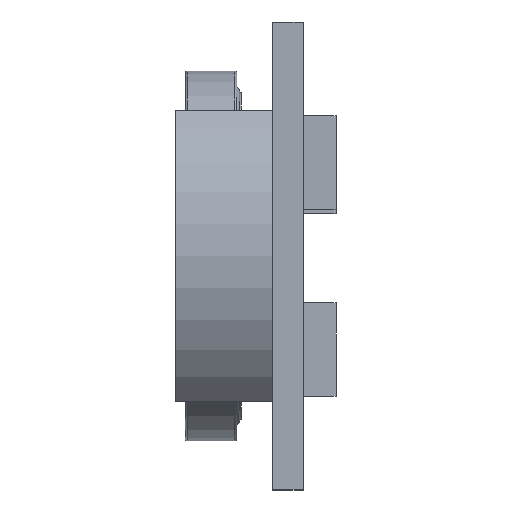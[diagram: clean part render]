
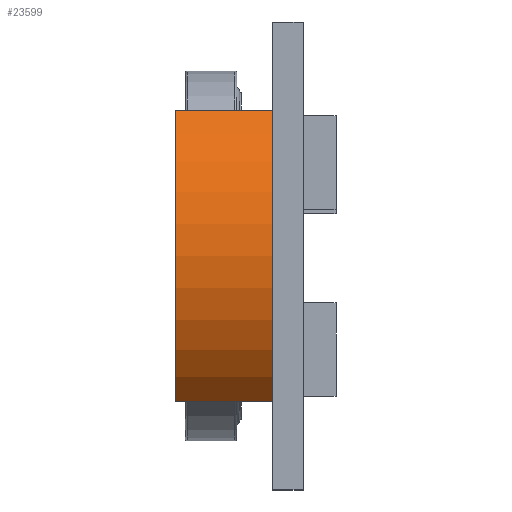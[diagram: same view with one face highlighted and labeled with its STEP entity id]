
A CAD part, left-side view. The second image highlights one B-rep face of the part: STEP entity #23599.
In plain terms, the highlighted cylindrical face has radius 10.5 mm (diameter 21 mm), a partial arc.
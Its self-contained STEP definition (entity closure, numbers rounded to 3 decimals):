
#14 = EDGE_LOOP ( 'NONE', ( #1271, #16458, #20896, #2562 ) ) ;
#814 = CYLINDRICAL_SURFACE ( 'NONE', #27244, 10.5 ) ;
#1147 = VERTEX_POINT ( 'NONE', #17522 ) ;
#1237 = DIRECTION ( 'NONE',  ( 0., 0., 1. ) ) ;
#1271 = ORIENTED_EDGE ( 'NONE', *, *, #14761, .T. ) ;
#2195 = FACE_OUTER_BOUND ( 'NONE', #14, .T. ) ;
#2562 = ORIENTED_EDGE ( 'NONE', *, *, #13882, .T. ) ;
#2581 = VERTEX_POINT ( 'NONE', #6007 ) ;
#2764 = DIRECTION ( 'NONE',  ( 0., -1., 0. ) ) ;
#3544 = CARTESIAN_POINT ( 'NONE',  ( -3., 1.65, 0. ) ) ;
#3752 = DIRECTION ( 'NONE',  ( 0., -1., 0. ) ) ;
#5275 = LINE ( 'NONE', #12159, #20978 ) ;
#5669 = DIRECTION ( 'NONE',  ( 0., 0., 1. ) ) ;
#6007 = CARTESIAN_POINT ( 'NONE',  ( -10.084, 1.65, -7.75 ) ) ;
#7281 = DIRECTION ( 'NONE',  ( 0., 0., -1. ) ) ;
#9166 = VECTOR ( 'NONE', #2764, 1000. ) ;
#9426 = DIRECTION ( 'NONE',  ( 0., -1., 0. ) ) ;
#12159 = CARTESIAN_POINT ( 'NONE',  ( -10.084, 6.8, -7.75 ) ) ;
#13882 = EDGE_CURVE ( 'NONE', #17883, #2581, #5275, .T. ) ;
#14066 = DIRECTION ( 'NONE',  ( 0., 1., 0. ) ) ;
#14761 = EDGE_CURVE ( 'NONE', #2581, #25949, #18520, .T. ) ;
#14969 = EDGE_CURVE ( 'NONE', #1147, #25949, #25558, .T. ) ;
#15486 = CARTESIAN_POINT ( 'NONE',  ( -10.084, 6.8, -7.75 ) ) ;
#15559 = CARTESIAN_POINT ( 'NONE',  ( -10.084, 6.8, 7.75 ) ) ;
#16458 = ORIENTED_EDGE ( 'NONE', *, *, #14969, .F. ) ;
#17170 = AXIS2_PLACEMENT_3D ( 'NONE', #26874, #14066, #1237 ) ;
#17522 = CARTESIAN_POINT ( 'NONE',  ( -10.084, 6.8, 7.75 ) ) ;
#17615 = CIRCLE ( 'NONE', #17170, 10.5 ) ;
#17883 = VERTEX_POINT ( 'NONE', #15486 ) ;
#18432 = DIRECTION ( 'NONE',  ( 0., 1., 0. ) ) ;
#18520 = CIRCLE ( 'NONE', #25463, 10.5 ) ;
#20538 = EDGE_CURVE ( 'NONE', #17883, #1147, #17615, .T. ) ;
#20896 = ORIENTED_EDGE ( 'NONE', *, *, #20538, .F. ) ;
#20978 = VECTOR ( 'NONE', #3752, 1000. ) ;
#22195 = CARTESIAN_POINT ( 'NONE',  ( -3., 6.8, 0. ) ) ;
#23599 = ADVANCED_FACE ( 'NONE', ( #2195 ), #814, .T. ) ;
#24434 = CARTESIAN_POINT ( 'NONE',  ( -10.084, 1.65, 7.75 ) ) ;
#25463 = AXIS2_PLACEMENT_3D ( 'NONE', #3544, #18432, #5669 ) ;
#25558 = LINE ( 'NONE', #15559, #9166 ) ;
#25949 = VERTEX_POINT ( 'NONE', #24434 ) ;
#26874 = CARTESIAN_POINT ( 'NONE',  ( -3., 6.8, 0. ) ) ;
#27244 = AXIS2_PLACEMENT_3D ( 'NONE', #22195, #9426, #7281 ) ;
